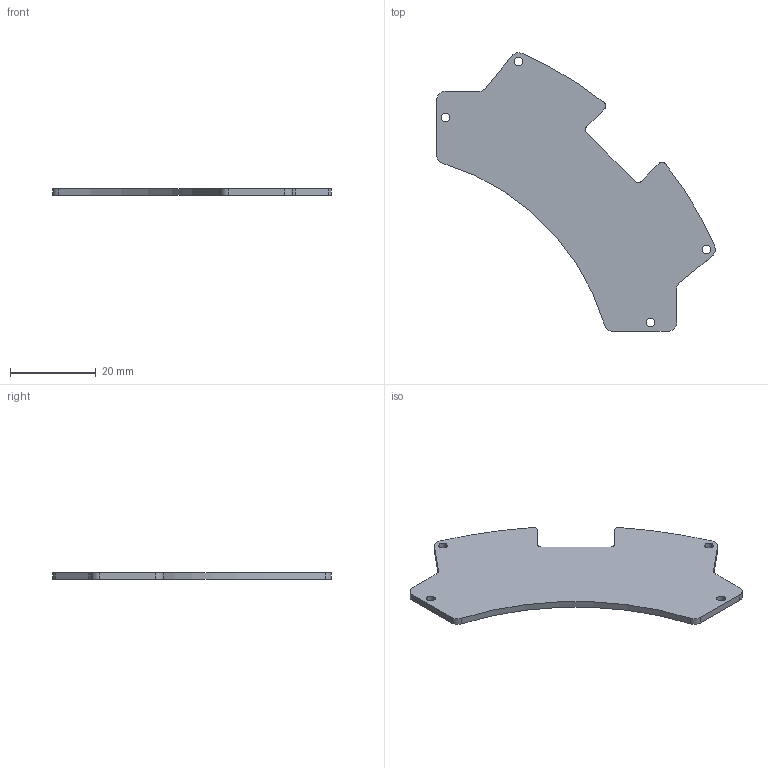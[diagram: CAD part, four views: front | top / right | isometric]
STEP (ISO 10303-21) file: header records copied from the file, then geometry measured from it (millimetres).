
FILE_DESCRIPTION(/* description */ (''),/* implementation_level */ '2;1');
FILE_NAME(/* name */ 'MotorDriver_PCB.stp',/* time_stamp */ '2024-01-03T16:03:33+09:00',/* author */ ('Hanaoka'),/* organization */ (''),/* preprocessor_version */ 'ST-DEVELOPER v20',/* originating_system */ 'Autodesk Inventor 2024',/* authorisation */ '');
FILE_SCHEMA (('AUTOMOTIVE_DESIGN { 1 0 10303 214 3 1 1 }'));
Length unit declared in the file: millimetre
Products named in the file (1): MotorDriver_PCB
Bounding box: 65.02 x 65.02 x 1.6 mm (x, y, z)
Volume: 3149.2 mm3; surface area: 4322 mm2
Topology: 1 solids, 1 shells, 30 faces, 84 edges, 57 vertices
Faces by surface type: cylinder 19, plane 11
Full cylindrical faces by diameter (mm): 2 x4
Entity records: 1056 total; most frequent: DIRECTION 184, CARTESIAN_POINT 172, ORIENTED_EDGE 168, EDGE_CURVE 84, AXIS2_PLACEMENT_3D 69, VERTEX_POINT 56, LINE 46, VECTOR 46
